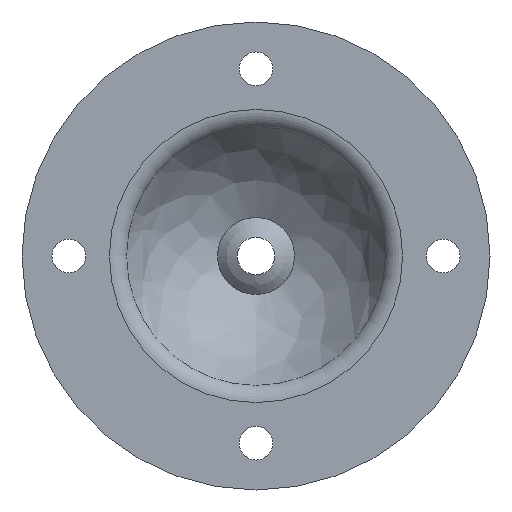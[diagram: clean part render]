
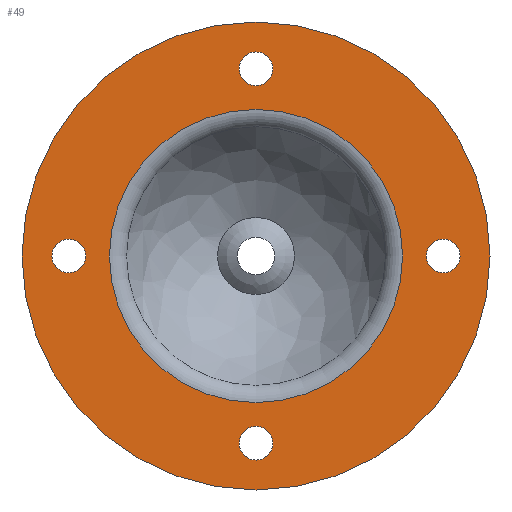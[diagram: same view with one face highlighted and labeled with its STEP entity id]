
A CAD part, front view. The second image highlights one B-rep face of the part: STEP entity #49.
In plain terms, the highlighted planar face has unit normal (0, -1, 0).
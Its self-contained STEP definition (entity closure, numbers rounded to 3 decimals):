
#49 = ADVANCED_FACE( '', ( #108, #109, #110, #111, #112, #113 ), #114, .T. );
#108 = FACE_OUTER_BOUND( '', #191, .T. );
#109 = FACE_BOUND( '', #192, .T. );
#110 = FACE_BOUND( '', #193, .T. );
#111 = FACE_BOUND( '', #194, .T. );
#112 = FACE_BOUND( '', #195, .T. );
#113 = FACE_BOUND( '', #196, .T. );
#114 = PLANE( '', #197 );
#191 = EDGE_LOOP( '', ( #344 ) );
#192 = EDGE_LOOP( '', ( #345 ) );
#193 = EDGE_LOOP( '', ( #346 ) );
#194 = EDGE_LOOP( '', ( #347 ) );
#195 = EDGE_LOOP( '', ( #348 ) );
#196 = EDGE_LOOP( '', ( #349 ) );
#197 = AXIS2_PLACEMENT_3D( '', #350, #351, #352 );
#344 = ORIENTED_EDGE( '', *, *, #436, .T. );
#345 = ORIENTED_EDGE( '', *, *, #431, .T. );
#346 = ORIENTED_EDGE( '', *, *, #437, .T. );
#347 = ORIENTED_EDGE( '', *, *, #434, .T. );
#348 = ORIENTED_EDGE( '', *, *, #438, .T. );
#349 = ORIENTED_EDGE( '', *, *, #439, .F. );
#350 = CARTESIAN_POINT( '', ( 39.152, 0., 0. ) );
#351 = DIRECTION( '', ( 0., -1., 0. ) );
#352 = DIRECTION( '', ( 0., 0., -1. ) );
#431 = EDGE_CURVE( '', #474, #474, #475, .T. );
#434 = EDGE_CURVE( '', #479, #479, #480, .T. );
#436 = EDGE_CURVE( '', #482, #482, #483, .T. );
#437 = EDGE_CURVE( '', #484, #484, #485, .T. );
#438 = EDGE_CURVE( '', #486, #486, #487, .T. );
#439 = EDGE_CURVE( '', #488, #488, #489, .T. );
#474 = VERTEX_POINT( '', #533 );
#475 = CIRCLE( '', #534, 4.5 );
#479 = VERTEX_POINT( '', #538 );
#480 = CIRCLE( '', #539, 4.5 );
#482 = VERTEX_POINT( '', #541 );
#483 = CIRCLE( '', #542, 62.5 );
#484 = VERTEX_POINT( '', #543 );
#485 = CIRCLE( '', #544, 4.5 );
#486 = VERTEX_POINT( '', #545 );
#487 = CIRCLE( '', #546, 4.5 );
#488 = VERTEX_POINT( '', #547 );
#489 = CIRCLE( '', #548, 39.152 );
#533 = CARTESIAN_POINT( '', ( 54.5, 0., 0. ) );
#534 = AXIS2_PLACEMENT_3D( '', #594, #595, #596 );
#538 = CARTESIAN_POINT( '', ( -45.5, 0., 0. ) );
#539 = AXIS2_PLACEMENT_3D( '', #600, #601, #602 );
#541 = CARTESIAN_POINT( '', ( 0., 0., -62.5 ) );
#542 = AXIS2_PLACEMENT_3D( '', #603, #604, #605 );
#543 = CARTESIAN_POINT( '', ( 4.5, 0., 50. ) );
#544 = AXIS2_PLACEMENT_3D( '', #606, #607, #608 );
#545 = CARTESIAN_POINT( '', ( 4.5, 0., -50. ) );
#546 = AXIS2_PLACEMENT_3D( '', #609, #610, #611 );
#547 = CARTESIAN_POINT( '', ( 0., 0., -39.152 ) );
#548 = AXIS2_PLACEMENT_3D( '', #612, #613, #614 );
#594 = CARTESIAN_POINT( '', ( 50., 0., 0. ) );
#595 = DIRECTION( '', ( 0., 1., 0. ) );
#596 = DIRECTION( '', ( 1., 0., 0. ) );
#600 = CARTESIAN_POINT( '', ( -50., 0., 0. ) );
#601 = DIRECTION( '', ( 0., 1., 0. ) );
#602 = DIRECTION( '', ( 1., 0., 0. ) );
#603 = CARTESIAN_POINT( '', ( 0., 0., 0. ) );
#604 = DIRECTION( '', ( 0., -1., 0. ) );
#605 = DIRECTION( '', ( 0., 0., -1. ) );
#606 = CARTESIAN_POINT( '', ( 0., 0., 50. ) );
#607 = DIRECTION( '', ( 0., 1., 0. ) );
#608 = DIRECTION( '', ( 1., 0., 0. ) );
#609 = CARTESIAN_POINT( '', ( 0., 0., -50. ) );
#610 = DIRECTION( '', ( 0., 1., 0. ) );
#611 = DIRECTION( '', ( 1., 0., 0. ) );
#612 = CARTESIAN_POINT( '', ( 0., 0., 0. ) );
#613 = DIRECTION( '', ( 0., -1., 0. ) );
#614 = DIRECTION( '', ( 0., 0., -1. ) );
